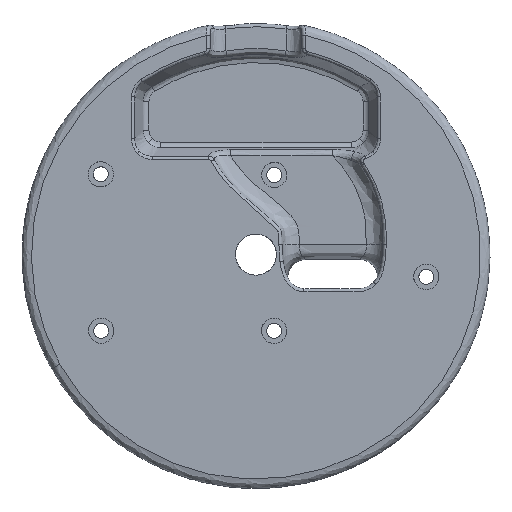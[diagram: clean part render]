
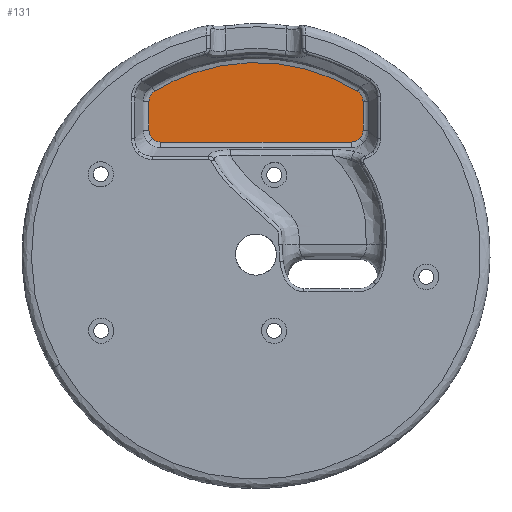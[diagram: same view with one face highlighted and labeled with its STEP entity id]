
A CAD part, top view. The second image highlights one B-rep face of the part: STEP entity #131.
In plain terms, the highlighted planar face has unit normal (0, 0, 1).
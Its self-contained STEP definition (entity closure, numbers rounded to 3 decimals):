
#131=ADVANCED_FACE('',(#271),#2072,.T.);
#271=FACE_OUTER_BOUND('',#422,.T.);
#422=EDGE_LOOP('',(#881,#882,#883,#884,#885,#886,#887,#888,#889,#890));
#881=ORIENTED_EDGE('',*,*,#1283,.T.);
#882=ORIENTED_EDGE('',*,*,#1275,.T.);
#883=ORIENTED_EDGE('',*,*,#1437,.T.);
#884=ORIENTED_EDGE('',*,*,#1279,.T.);
#885=ORIENTED_EDGE('',*,*,#1286,.T.);
#886=ORIENTED_EDGE('',*,*,#1294,.T.);
#887=ORIENTED_EDGE('',*,*,#1298,.T.);
#888=ORIENTED_EDGE('',*,*,#1295,.T.);
#889=ORIENTED_EDGE('',*,*,#1288,.T.);
#890=ORIENTED_EDGE('',*,*,#1438,.T.);
#1275=EDGE_CURVE('',#1934,#1931,#1548,.T.);
#1279=EDGE_CURVE('',#1935,#1938,#1713,.T.);
#1283=EDGE_CURVE('',#1939,#1934,#1716,.T.);
#1286=EDGE_CURVE('',#1938,#1942,#1555,.T.);
#1288=EDGE_CURVE('',#1946,#1943,#1557,.T.);
#1294=EDGE_CURVE('',#1942,#1948,#1563,.T.);
#1295=EDGE_CURVE('',#1950,#1946,#1717,.T.);
#1298=EDGE_CURVE('',#1948,#1950,#1719,.T.);
#1437=EDGE_CURVE('',#1931,#1935,#1604,.T.);
#1438=EDGE_CURVE('',#1943,#1939,#1605,.T.);
#1548=(
BOUNDED_CURVE()
B_SPLINE_CURVE(3,(#8272,#8273,#8274,#8275),.UNSPECIFIED.,.F.,.F.)
B_SPLINE_CURVE_WITH_KNOTS((4,4),(5.553,6.283),
 .UNSPECIFIED.)
CURVE()
GEOMETRIC_REPRESENTATION_ITEM()
RATIONAL_B_SPLINE_CURVE((1.,0.956,0.956,1.))
REPRESENTATION_ITEM('')
);
#1555=(
BOUNDED_CURVE()
B_SPLINE_CURVE(3,(#8306,#8307,#8308,#8309,#8310,#8311,#8312,#8313,#8314,
#8315,#8316,#8317,#8318),.UNSPECIFIED.,.F.,.F.)
B_SPLINE_CURVE_WITH_KNOTS((4,3,3,3,4),(0.,0.,0.001,
0.001,0.002),.UNSPECIFIED.)
CURVE()
GEOMETRIC_REPRESENTATION_ITEM()
RATIONAL_B_SPLINE_CURVE((1.,1.,1.,1.,1.,1.,1.,1.,1.,1.,1.,1.,1.))
REPRESENTATION_ITEM('')
);
#1557=(
BOUNDED_CURVE()
B_SPLINE_CURVE(3,(#8332,#8333,#8334,#8335),.UNSPECIFIED.,.F.,.F.)
B_SPLINE_CURVE_WITH_KNOTS((4,4),(5.553,6.283),
 .UNSPECIFIED.)
CURVE()
GEOMETRIC_REPRESENTATION_ITEM()
RATIONAL_B_SPLINE_CURVE((1.,0.956,0.956,1.))
REPRESENTATION_ITEM('')
);
#1563=(
BOUNDED_CURVE()
B_SPLINE_CURVE(2,(#8355,#8356,#8357),.UNSPECIFIED.,.F.,.F.)
B_SPLINE_CURVE_WITH_KNOTS((3,3),(0.,33.786),.UNSPECIFIED.)
CURVE()
GEOMETRIC_REPRESENTATION_ITEM()
RATIONAL_B_SPLINE_CURVE((1.,0.849,1.))
REPRESENTATION_ITEM('')
);
#1604=(
BOUNDED_CURVE()
B_SPLINE_CURVE(3,(#9660,#9661,#9662,#9663),.UNSPECIFIED.,.F.,.F.)
B_SPLINE_CURVE_WITH_KNOTS((4,4),(0.,0.73),
 .UNSPECIFIED.)
CURVE()
GEOMETRIC_REPRESENTATION_ITEM()
RATIONAL_B_SPLINE_CURVE((1.,0.956,0.956,1.))
REPRESENTATION_ITEM('')
);
#1605=(
BOUNDED_CURVE()
B_SPLINE_CURVE(3,(#9664,#9665,#9666,#9667),.UNSPECIFIED.,.F.,.F.)
B_SPLINE_CURVE_WITH_KNOTS((4,4),(0.,0.73),
 .UNSPECIFIED.)
CURVE()
GEOMETRIC_REPRESENTATION_ITEM()
RATIONAL_B_SPLINE_CURVE((1.,0.956,0.956,1.))
REPRESENTATION_ITEM('')
);
#1713=B_SPLINE_CURVE_WITH_KNOTS('',1,(#8289,#8290),.UNSPECIFIED.,.F.,.F.,
(2,2),(0.,4.499),.UNSPECIFIED.);
#1716=B_SPLINE_CURVE_WITH_KNOTS('',1,(#8298,#8299),.UNSPECIFIED.,.F.,.F.,
(2,2),(0.,30.079),.UNSPECIFIED.);
#1717=B_SPLINE_CURVE_WITH_KNOTS('',1,(#8358,#8359),.UNSPECIFIED.,.F.,.F.,
(2,2),(0.,4.499),.UNSPECIFIED.);
#1719=B_SPLINE_CURVE_WITH_KNOTS('',3,(#8365,#8366,#8367,#8368,#8369,#8370,
#8371,#8372,#8373,#8374),.UNSPECIFIED.,.F.,.F.,(4,2,2,2,4),(0.,0.,
0.001,0.001,0.002),
 .UNSPECIFIED.);
#1931=VERTEX_POINT('',#6930);
#1934=VERTEX_POINT('',#6933);
#1935=VERTEX_POINT('',#6934);
#1938=VERTEX_POINT('',#6937);
#1939=VERTEX_POINT('',#6938);
#1942=VERTEX_POINT('',#6941);
#1943=VERTEX_POINT('',#6942);
#1946=VERTEX_POINT('',#6945);
#1948=VERTEX_POINT('',#6947);
#1950=VERTEX_POINT('',#6949);
#2072=PLANE('',#2232);
#2232=AXIS2_PLACEMENT_3D('',#5346,#2252,$);
#2252=DIRECTION('',(0.,0.,1.));
#5346=CARTESIAN_POINT('',(-20.312,24.994,3.117));
#6930=CARTESIAN_POINT('',(16.385,27.331,3.117));
#6933=CARTESIAN_POINT('',(15.039,26.79,3.117));
#6934=CARTESIAN_POINT('',(16.925,28.677,3.117));
#6937=CARTESIAN_POINT('',(16.925,33.176,3.117));
#6938=CARTESIAN_POINT('',(-15.039,26.79,3.117));
#6941=CARTESIAN_POINT('',(16.035,34.777,3.117));
#6942=CARTESIAN_POINT('',(-16.385,27.331,3.117));
#6945=CARTESIAN_POINT('',(-16.925,28.677,3.117));
#6947=CARTESIAN_POINT('',(-16.035,34.777,3.117));
#6949=CARTESIAN_POINT('',(-16.925,33.176,3.117));
#8272=CARTESIAN_POINT('',(15.039,26.79,3.117));
#8273=CARTESIAN_POINT('',(15.564,26.79,3.117));
#8274=CARTESIAN_POINT('',(16.033,26.979,3.117));
#8275=CARTESIAN_POINT('',(16.385,27.331,3.117));
#8289=CARTESIAN_POINT('',(16.925,28.677,3.117));
#8290=CARTESIAN_POINT('',(16.925,33.176,3.117));
#8298=CARTESIAN_POINT('',(-15.039,26.79,3.117));
#8299=CARTESIAN_POINT('',(15.039,26.79,3.117));
#8306=CARTESIAN_POINT('',(16.925,33.176,3.117));
#8307=CARTESIAN_POINT('',(16.925,33.337,3.117));
#8308=CARTESIAN_POINT('',(16.906,33.494,3.117));
#8309=CARTESIAN_POINT('',(16.866,33.649,3.117));
#8310=CARTESIAN_POINT('',(16.827,33.803,3.117));
#8311=CARTESIAN_POINT('',(16.767,33.954,3.117));
#8312=CARTESIAN_POINT('',(16.69,34.093,3.117));
#8313=CARTESIAN_POINT('',(16.613,34.232,3.117));
#8314=CARTESIAN_POINT('',(16.516,34.362,3.117));
#8315=CARTESIAN_POINT('',(16.406,34.477,3.117));
#8316=CARTESIAN_POINT('',(16.295,34.592,3.117));
#8317=CARTESIAN_POINT('',(16.172,34.692,3.117));
#8318=CARTESIAN_POINT('',(16.035,34.777,3.117));
#8332=CARTESIAN_POINT('',(-16.925,28.677,3.117));
#8333=CARTESIAN_POINT('',(-16.925,28.152,3.117));
#8334=CARTESIAN_POINT('',(-16.737,27.683,3.117));
#8335=CARTESIAN_POINT('',(-16.385,27.331,3.117));
#8355=CARTESIAN_POINT('',(16.035,34.777,3.117));
#8356=CARTESIAN_POINT('',(0.,44.747,3.117));
#8357=CARTESIAN_POINT('',(-16.035,34.777,3.117));
#8358=CARTESIAN_POINT('',(-16.925,33.176,3.117));
#8359=CARTESIAN_POINT('',(-16.925,28.677,3.117));
#8365=CARTESIAN_POINT('',(-16.035,34.777,3.117));
#8366=CARTESIAN_POINT('',(-16.172,34.692,3.117));
#8367=CARTESIAN_POINT('',(-16.295,34.592,3.117));
#8368=CARTESIAN_POINT('',(-16.516,34.362,3.117));
#8369=CARTESIAN_POINT('',(-16.613,34.232,3.117));
#8370=CARTESIAN_POINT('',(-16.767,33.954,3.117));
#8371=CARTESIAN_POINT('',(-16.827,33.803,3.117));
#8372=CARTESIAN_POINT('',(-16.906,33.494,3.117));
#8373=CARTESIAN_POINT('',(-16.925,33.337,3.117));
#8374=CARTESIAN_POINT('',(-16.925,33.176,3.117));
#9660=CARTESIAN_POINT('',(16.385,27.331,3.117));
#9661=CARTESIAN_POINT('',(16.737,27.683,3.117));
#9662=CARTESIAN_POINT('',(16.925,28.152,3.117));
#9663=CARTESIAN_POINT('',(16.925,28.677,3.117));
#9664=CARTESIAN_POINT('',(-16.385,27.331,3.117));
#9665=CARTESIAN_POINT('',(-16.033,26.979,3.117));
#9666=CARTESIAN_POINT('',(-15.564,26.79,3.117));
#9667=CARTESIAN_POINT('',(-15.039,26.79,3.117));
